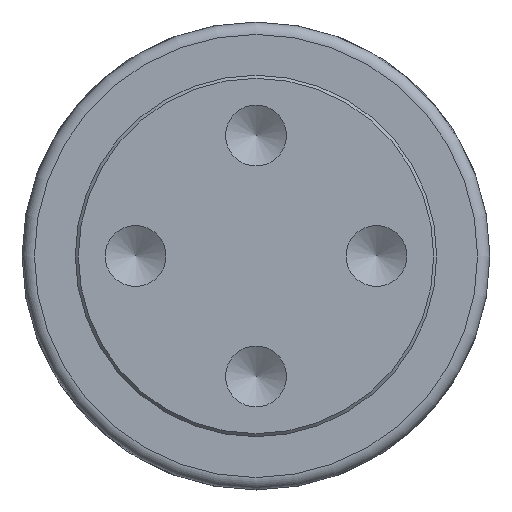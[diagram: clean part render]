
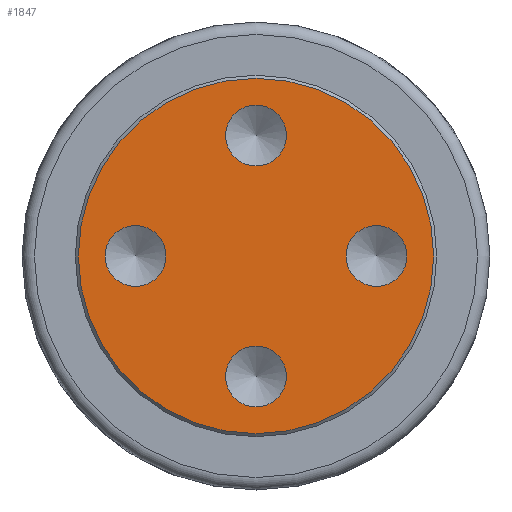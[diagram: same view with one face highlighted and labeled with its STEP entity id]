
A CAD part, left-side view. The second image highlights one B-rep face of the part: STEP entity #1847.
In plain terms, the highlighted planar face has unit normal (-1, 0, 0).
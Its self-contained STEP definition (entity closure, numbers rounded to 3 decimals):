
#52=FACE_BOUND('',#323,.T.);
#53=FACE_BOUND('',#324,.T.);
#54=FACE_BOUND('',#325,.T.);
#55=FACE_BOUND('',#326,.T.);
#96=PLANE('',#2076);
#205=FACE_OUTER_BOUND('',#322,.T.);
#322=EDGE_LOOP('',(#1659));
#323=EDGE_LOOP('',(#1660,#1661));
#324=EDGE_LOOP('',(#1662,#1663));
#325=EDGE_LOOP('',(#1664,#1665));
#326=EDGE_LOOP('',(#1666,#1667));
#703=CIRCLE('',#2072,29.5);
#706=CIRCLE('',#2077,5.053);
#707=CIRCLE('',#2078,5.053);
#708=CIRCLE('',#2079,5.053);
#709=CIRCLE('',#2080,5.053);
#710=CIRCLE('',#2081,5.053);
#711=CIRCLE('',#2082,5.053);
#712=CIRCLE('',#2083,5.053);
#713=CIRCLE('',#2084,5.053);
#887=VERTEX_POINT('',#3293);
#890=VERTEX_POINT('',#3303);
#891=VERTEX_POINT('',#3304);
#892=VERTEX_POINT('',#3307);
#893=VERTEX_POINT('',#3308);
#894=VERTEX_POINT('',#3311);
#895=VERTEX_POINT('',#3312);
#896=VERTEX_POINT('',#3315);
#897=VERTEX_POINT('',#3316);
#1150=EDGE_CURVE('',#887,#887,#703,.T.);
#1154=EDGE_CURVE('',#890,#891,#706,.T.);
#1155=EDGE_CURVE('',#891,#890,#707,.T.);
#1156=EDGE_CURVE('',#892,#893,#708,.T.);
#1157=EDGE_CURVE('',#893,#892,#709,.T.);
#1158=EDGE_CURVE('',#894,#895,#710,.T.);
#1159=EDGE_CURVE('',#895,#894,#711,.T.);
#1160=EDGE_CURVE('',#896,#897,#712,.T.);
#1161=EDGE_CURVE('',#897,#896,#713,.T.);
#1659=ORIENTED_EDGE('',*,*,#1150,.F.);
#1660=ORIENTED_EDGE('',*,*,#1154,.T.);
#1661=ORIENTED_EDGE('',*,*,#1155,.T.);
#1662=ORIENTED_EDGE('',*,*,#1156,.T.);
#1663=ORIENTED_EDGE('',*,*,#1157,.T.);
#1664=ORIENTED_EDGE('',*,*,#1158,.T.);
#1665=ORIENTED_EDGE('',*,*,#1159,.T.);
#1666=ORIENTED_EDGE('',*,*,#1160,.T.);
#1667=ORIENTED_EDGE('',*,*,#1161,.T.);
#1847=ADVANCED_FACE('',(#205,#52,#53,#54,#55),#96,.T.);
#2072=AXIS2_PLACEMENT_3D('',#3295,#2612,#2613);
#2076=AXIS2_PLACEMENT_3D('',#3302,#2621,#2622);
#2077=AXIS2_PLACEMENT_3D('',#3305,#2623,#2624);
#2078=AXIS2_PLACEMENT_3D('',#3306,#2625,#2626);
#2079=AXIS2_PLACEMENT_3D('',#3309,#2627,#2628);
#2080=AXIS2_PLACEMENT_3D('',#3310,#2629,#2630);
#2081=AXIS2_PLACEMENT_3D('',#3313,#2631,#2632);
#2082=AXIS2_PLACEMENT_3D('',#3314,#2633,#2634);
#2083=AXIS2_PLACEMENT_3D('',#3317,#2635,#2636);
#2084=AXIS2_PLACEMENT_3D('',#3318,#2637,#2638);
#2612=DIRECTION('center_axis',(1.,0.,0.));
#2613=DIRECTION('ref_axis',(0.,1.,0.));
#2621=DIRECTION('center_axis',(-1.,0.,0.));
#2622=DIRECTION('ref_axis',(0.,0.,-1.));
#2623=DIRECTION('center_axis',(1.,0.,0.));
#2624=DIRECTION('ref_axis',(0.,0.,-1.));
#2625=DIRECTION('center_axis',(1.,0.,0.));
#2626=DIRECTION('ref_axis',(0.,0.,-1.));
#2627=DIRECTION('center_axis',(1.,0.,0.));
#2628=DIRECTION('ref_axis',(0.,0.,-1.));
#2629=DIRECTION('center_axis',(1.,0.,0.));
#2630=DIRECTION('ref_axis',(0.,0.,-1.));
#2631=DIRECTION('center_axis',(1.,0.,0.));
#2632=DIRECTION('ref_axis',(0.,0.,-1.));
#2633=DIRECTION('center_axis',(1.,0.,0.));
#2634=DIRECTION('ref_axis',(0.,0.,-1.));
#2635=DIRECTION('center_axis',(1.,0.,0.));
#2636=DIRECTION('ref_axis',(0.,0.,-1.));
#2637=DIRECTION('center_axis',(1.,0.,0.));
#2638=DIRECTION('ref_axis',(0.,0.,-1.));
#3293=CARTESIAN_POINT('',(0.,-29.5,0.));
#3295=CARTESIAN_POINT('Origin',(0.,0.,
0.));
#3302=CARTESIAN_POINT('Origin',(0.,-15.,0.));
#3303=CARTESIAN_POINT('',(0.,-20.,-5.053));
#3304=CARTESIAN_POINT('',(0.,-20.,5.053));
#3305=CARTESIAN_POINT('Origin',(0.,-20.,0.));
#3306=CARTESIAN_POINT('Origin',(0.,-20.,0.));
#3307=CARTESIAN_POINT('',(0.,0.,-25.053));
#3308=CARTESIAN_POINT('',(0.,0.,-14.947));
#3309=CARTESIAN_POINT('Origin',(0.,0.,
-20.));
#3310=CARTESIAN_POINT('Origin',(0.,0.,
-20.));
#3311=CARTESIAN_POINT('',(0.,20.,-5.053));
#3312=CARTESIAN_POINT('',(0.,20.,5.053));
#3313=CARTESIAN_POINT('Origin',(0.,20.,0.));
#3314=CARTESIAN_POINT('Origin',(0.,20.,0.));
#3315=CARTESIAN_POINT('',(0.,0.,14.947));
#3316=CARTESIAN_POINT('',(0.,0.,25.053));
#3317=CARTESIAN_POINT('Origin',(0.,0.,
20.));
#3318=CARTESIAN_POINT('Origin',(0.,0.,
20.));
